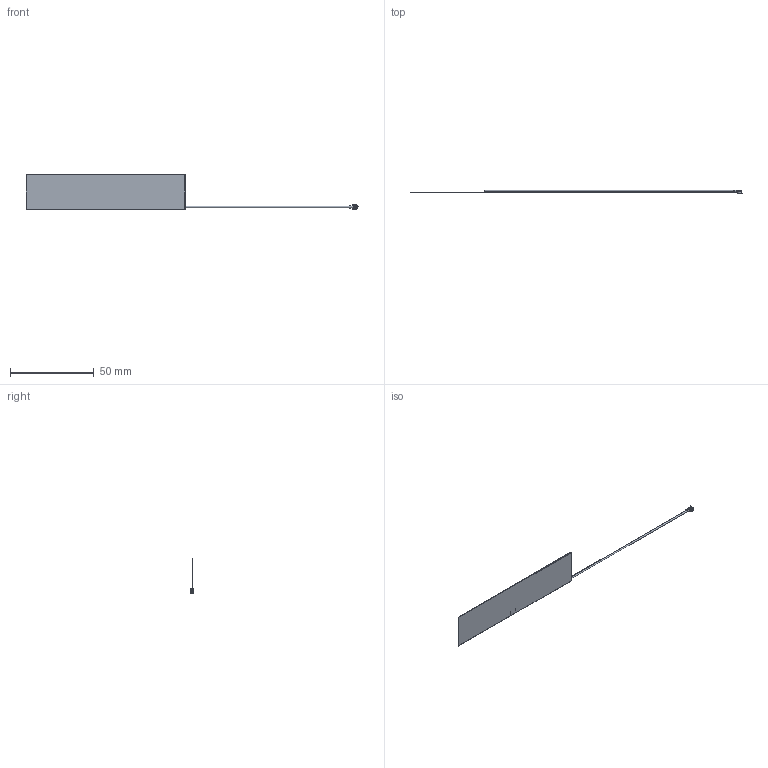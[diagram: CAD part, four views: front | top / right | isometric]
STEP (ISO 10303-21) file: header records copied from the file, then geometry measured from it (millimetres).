
FILE_DESCRIPTION (( 'STEP AP214' ), '1' );
FILE_NAME ('PE51200.step', '2020-06-18T14:17:24', ( '' ), ( '' ), 'SwSTEP 2.0', 'SolidWorks 2018', '' );
FILE_SCHEMA (( 'AUTOMOTIVE_DESIGN' ));
Length unit declared in the file: millimetre
Products named in the file (3): PE51200; UFL_connector; HG727-03FPU-100IPEX_PCB W-CABLE
Assembly tree (2 placements, depth 2):
  PE51200
    HG727-03FPU-100IPEX_PCB W-CABLE
    UFL_connector
Bounding box: 197.85 x 2.01 x 21.01 mm (x, y, z)
Volume: 860.2 mm3; surface area: 4659 mm2
Topology: 3 solids, 3 shells, 87 faces, 226 edges, 150 vertices
Faces by surface type: plane 55, cylinder 30, torus 2
Entity records: 3539 total; most frequent: CARTESIAN_POINT 554, DIRECTION 456, ORIENTED_EDGE 452, EDGE_CURVE 226, AXIS2_PLACEMENT_3D 158, VERTEX_POINT 150, VECTOR 140, LINE 140
